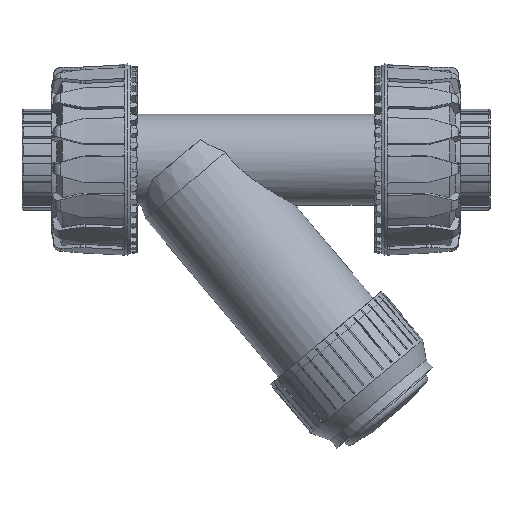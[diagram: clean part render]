
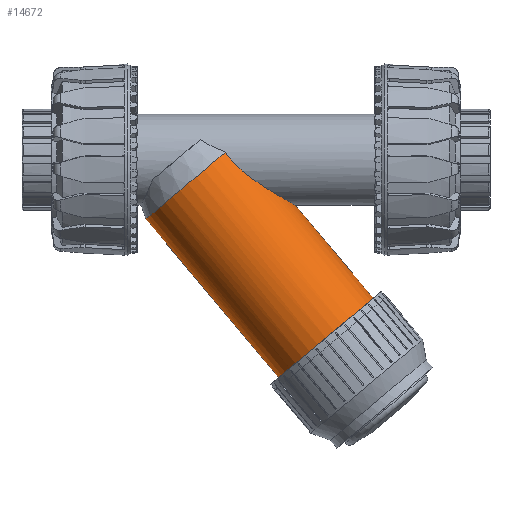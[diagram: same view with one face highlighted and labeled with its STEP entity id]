
A CAD part, front view. The second image highlights one B-rep face of the part: STEP entity #14672.
In plain terms, the highlighted cylindrical face has radius 20.95 mm (diameter 41.9 mm), a full revolution.
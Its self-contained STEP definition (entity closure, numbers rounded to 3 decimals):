
#2362=FACE_BOUND($,#3848,.T.);
#2396=B_SPLINE_CURVE_WITH_KNOTS($,3,(#21862,#21863,#21864,#21865,#21866,
#21867,#21868,#21869,#21870,#21871,#21872,#21873,#21874,#21875,#21876,#21877,
#21878,#21879,#21880),.UNSPECIFIED.,.F.,.F.,(4,2,2,2,2,2,2,3,4),(8.116,
8.429,8.741,9.366,9.873,10.379,
10.857,11.335,11.638),.UNSPECIFIED.);
#2397=B_SPLINE_CURVE_WITH_KNOTS($,3,(#21883,#21884,#21885,#21886,#21887,
#21888,#21889,#21890,#21891,#21892,#21893,#21894,#21895,#21896,#21897,#21898,
#21899,#21900),.UNSPECIFIED.,.F.,.F.,(4,2,2,2,2,2,2,2,4),(-6.74,
-6.437,-5.959,-5.481,-4.975,
-4.469,-3.844,-3.531,-3.218),
 .UNSPECIFIED.);
#2766=CYLINDRICAL_SURFACE($,#15551,20.95);
#2987=FACE_OUTER_BOUND($,#3847,.T.);
#3847=EDGE_LOOP($,(#9531));
#3848=EDGE_LOOP($,(#9532,#9533,#9534));
#4717=CIRCLE($,#15535,20.95);
#4726=CIRCLE($,#15552,20.95);
#5599=VERTEX_POINT($,#21834);
#5608=VERTEX_POINT($,#21860);
#5609=VERTEX_POINT($,#21861);
#5610=VERTEX_POINT($,#21881);
#7147=EDGE_CURVE($,#5599,#5599,#4717,.T.);
#7156=EDGE_CURVE($,#5608,#5609,#2396,.T.);
#7157=EDGE_CURVE($,#5610,#5609,#4726,.T.);
#7158=EDGE_CURVE($,#5610,#5608,#2397,.T.);
#9531=ORIENTED_EDGE($,*,*,#7147,.F.);
#9532=ORIENTED_EDGE($,*,*,#7156,.T.);
#9533=ORIENTED_EDGE($,*,*,#7157,.F.);
#9534=ORIENTED_EDGE($,*,*,#7158,.T.);
#14672=ADVANCED_FACE($,(#2987,#2362),#2766,.T.);
#15535=AXIS2_PLACEMENT_3D($,#21835,#17296,#17297);
#15551=AXIS2_PLACEMENT_3D($,#21859,#17328,#17329);
#15552=AXIS2_PLACEMENT_3D($,#21882,#17330,#17331);
#17296=DIRECTION('center_axis',(0.643,0.,
0.766));
#17297=DIRECTION('ref_axis',(-0.766,0.,0.643));
#17328=DIRECTION('center_axis',(-0.643,0.,-0.766));
#17329=DIRECTION('ref_axis',(-0.766,0.,0.643));
#17330=DIRECTION('center_axis',(-0.643,0.,-0.766));
#17331=DIRECTION('ref_axis',(-0.766,0.,0.643));
#21834=CARTESIAN_POINT('',(101.133,0.,59.88));
#21835=CARTESIAN_POINT('Origin',(85.085,0.,
73.347));
#21859=CARTESIAN_POINT('Origin',(55.112,0.,37.626));
#21860=CARTESIAN_POINT('',(74.659,0.,28.329));
#21861=CARTESIAN_POINT('',(50.889,15.296,10.324));
#21862=CARTESIAN_POINT('Ctrl Pts',(74.659,0.,
28.329));
#21863=CARTESIAN_POINT('Ctrl Pts',(74.659,1.042,28.329));
#21864=CARTESIAN_POINT('Ctrl Pts',(74.469,2.046,28.224));
#21865=CARTESIAN_POINT('Ctrl Pts',(73.795,3.949,27.849));
#21866=CARTESIAN_POINT('Ctrl Pts',(73.31,4.848,27.579));
#21867=CARTESIAN_POINT('Ctrl Pts',(71.563,7.35,26.593));
#21868=CARTESIAN_POINT('Ctrl Pts',(70.001,8.756,25.698));
#21869=CARTESIAN_POINT('Ctrl Pts',(67.245,10.743,24.061));
#21870=CARTESIAN_POINT('Ctrl Pts',(65.832,11.575,23.203));
#21871=CARTESIAN_POINT('Ctrl Pts',(62.956,12.989,21.366));
#21872=CARTESIAN_POINT('Ctrl Pts',(61.493,13.573,20.387));
#21873=CARTESIAN_POINT('Ctrl Pts',(58.923,14.443,18.542));
#21874=CARTESIAN_POINT('Ctrl Pts',(57.564,14.822,17.508));
#21875=CARTESIAN_POINT('Ctrl Pts',(54.964,15.351,15.263));
#21876=CARTESIAN_POINT('Ctrl Pts',(53.727,15.5,14.049));
#21877=CARTESIAN_POINT('Ctrl Pts',(52.703,15.5,12.829));
#21878=CARTESIAN_POINT('Ctrl Pts',(52.054,15.5,12.055));
#21879=CARTESIAN_POINT('Ctrl Pts',(51.431,15.442,11.211));
#21880=CARTESIAN_POINT('Ctrl Pts',(50.889,15.296,10.324));
#21881=CARTESIAN_POINT('',(50.889,-15.296,10.324));
#21882=CARTESIAN_POINT('Origin',(39.923,0.,19.525));
#21883=CARTESIAN_POINT('Ctrl Pts',(50.889,-15.296,10.324));
#21884=CARTESIAN_POINT('Ctrl Pts',(51.431,-15.442,11.211));
#21885=CARTESIAN_POINT('Ctrl Pts',(52.054,-15.5,12.055));
#21886=CARTESIAN_POINT('Ctrl Pts',(53.727,-15.5,14.049));
#21887=CARTESIAN_POINT('Ctrl Pts',(54.964,-15.351,15.263));
#21888=CARTESIAN_POINT('Ctrl Pts',(57.564,-14.822,17.508));
#21889=CARTESIAN_POINT('Ctrl Pts',(58.923,-14.443,18.542));
#21890=CARTESIAN_POINT('Ctrl Pts',(61.493,-13.573,20.387));
#21891=CARTESIAN_POINT('Ctrl Pts',(62.956,-12.989,21.366));
#21892=CARTESIAN_POINT('Ctrl Pts',(65.832,-11.575,23.203));
#21893=CARTESIAN_POINT('Ctrl Pts',(67.245,-10.743,24.061));
#21894=CARTESIAN_POINT('Ctrl Pts',(70.001,-8.756,25.698));
#21895=CARTESIAN_POINT('Ctrl Pts',(71.563,-7.35,26.593));
#21896=CARTESIAN_POINT('Ctrl Pts',(73.31,-4.848,27.579));
#21897=CARTESIAN_POINT('Ctrl Pts',(73.795,-3.949,27.849));
#21898=CARTESIAN_POINT('Ctrl Pts',(74.469,-2.046,28.224));
#21899=CARTESIAN_POINT('Ctrl Pts',(74.659,-1.042,28.329));
#21900=CARTESIAN_POINT('Ctrl Pts',(74.659,0.,
28.329));
